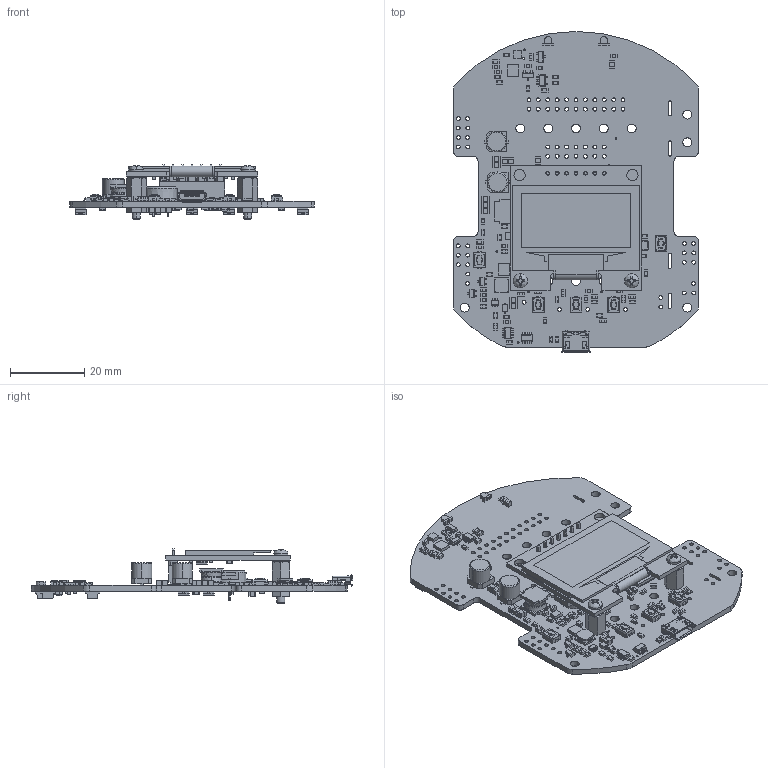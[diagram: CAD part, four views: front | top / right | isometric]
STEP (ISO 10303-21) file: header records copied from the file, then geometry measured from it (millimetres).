
FILE_DESCRIPTION (( 'STEP AP214' ), '1' );
FILE_NAME ('3pi-plus-32u4-oled-control-board-step.STEP', '2021-08-14T03:22:04', ( '' ), ( '' ), 'SwSTEP 2.0', 'SolidWorks 2021', '' );
FILE_SCHEMA (( 'AUTOMOTIVE_DESIGN' ));
Length unit declared in the file: inch
Products named in the file (1): 3pi-plus-32u4-oled-control-board-step
Bounding box: 66.04 x 86.56 x 14.59 mm (x, y, z)
Volume: 11857.7 mm3; surface area: 18161.2 mm2
Topology: 10 solids, 10 shells, 7073 faces, 19320 edges, 12431 vertices
Faces by surface type: plane 5065, cylinder 1639, bspline 224, cone 63, torus 58, sphere 24
Entity records: 320820 total; most frequent: CARTESIAN_POINT 49656, ORIENTED_EDGE 38632, DIRECTION 34899, EDGE_CURVE 19316, VECTOR 14969, LINE 14969, VERTEX_POINT 12431, AXIS2_PLACEMENT_3D 9965
